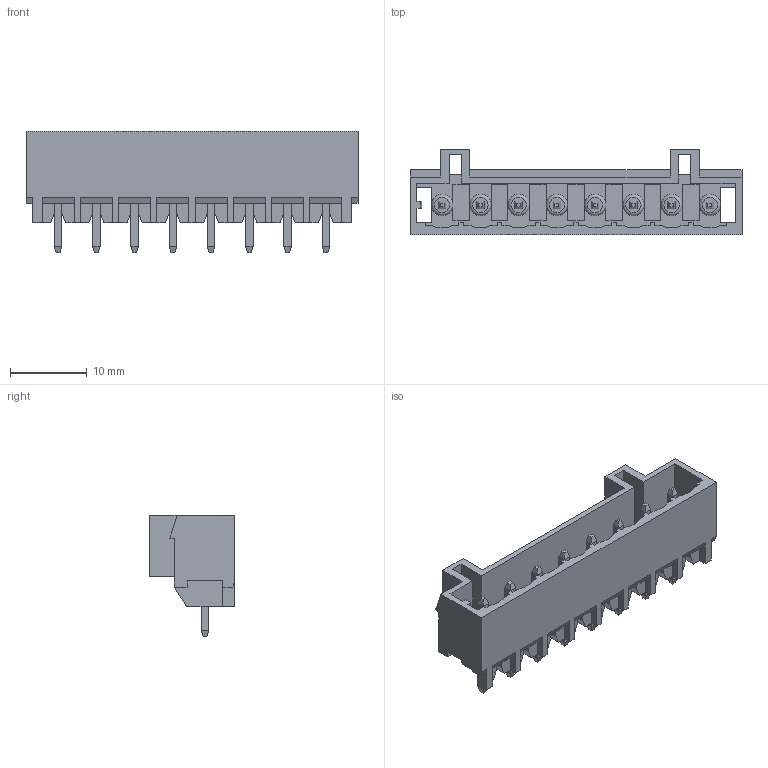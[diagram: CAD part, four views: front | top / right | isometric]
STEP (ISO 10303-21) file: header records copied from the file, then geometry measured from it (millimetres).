
FILE_DESCRIPTION(/* description */ ('Unknown'),/* implementation_level */ '2;1');
FILE_NAME(/* name */ '691371700008B',/* time_stamp */ '2018-07-12T08:39:07+02:00',/* author */ ('Unknown'),/* organization */ ('Unknown'),/* preprocessor_version */ 'ST-DEVELOPER v16.7',/* originating_system */ 'DEX',/* authorisation */ $);
FILE_SCHEMA (('AUTOMOTIVE_DESIGN {1 0 10303 214 3 1 1}'));
Length unit declared in the file: millimetre
Products named in the file (3): 6913717000xxB; 691371700008B; 6913717000xxB_PIN
Assembly tree (9 placements, depth 2):
  6913717000xxB
    691371700008B
    6913717000xxB_PIN  x8
Bounding box: 43.4 x 11.2 x 15.9 mm (x, y, z)
Volume: 1725.5 mm3; surface area: 3998.4 mm2
Topology: 9 solids, 9 shells, 404 faces, 1123 edges, 708 vertices
Faces by surface type: plane 380, cylinder 16, torus 8
Full cylindrical faces by diameter (mm): 2.8 x8
Entity records: 10187 total; most frequent: CARTESIAN_POINT 1807, ORIENTED_EDGE 1806, DIRECTION 1583, EDGE_CURVE 903, LINE 855, VECTOR 855, VERTEX_POINT 588, AXIS2_PLACEMENT_3D 364
